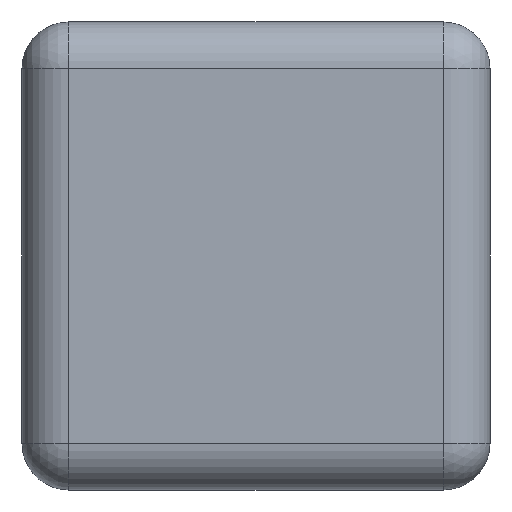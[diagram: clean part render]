
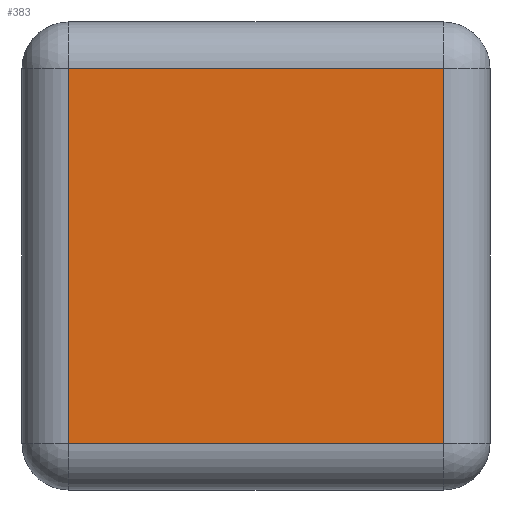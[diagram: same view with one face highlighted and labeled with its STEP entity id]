
A CAD part, left-side view. The second image highlights one B-rep face of the part: STEP entity #383.
In plain terms, the highlighted planar face has unit normal (-1, 0, 0).
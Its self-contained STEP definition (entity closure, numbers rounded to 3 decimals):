
#43 = LINE ( 'NONE', #1510, #1007 ) ;
#84 = LINE ( 'NONE', #2248, #2526 ) ;
#90 = EDGE_CURVE ( 'NONE', #495, #643, #84, .T. ) ;
#281 = CARTESIAN_POINT ( 'NONE',  ( -1., -0.5, -0.5 ) ) ;
#330 = DIRECTION ( 'NONE',  ( -1., 0., 0. ) ) ;
#383 = ADVANCED_FACE ( 'NONE', ( #1433 ), #584, .T. ) ;
#402 = CARTESIAN_POINT ( 'NONE',  ( -1., 0.5, 0.5 ) ) ;
#495 = VERTEX_POINT ( 'NONE', #1053 ) ;
#505 = DIRECTION ( 'NONE',  ( 0., 0., 1. ) ) ;
#546 = ORIENTED_EDGE ( 'NONE', *, *, #90, .T. ) ;
#584 = PLANE ( 'NONE',  #624 ) ;
#624 = AXIS2_PLACEMENT_3D ( 'NONE', #1847, #330, #2096 ) ;
#628 = ORIENTED_EDGE ( 'NONE', *, *, #1163, .T. ) ;
#643 = VERTEX_POINT ( 'NONE', #281 ) ;
#988 = CARTESIAN_POINT ( 'NONE',  ( -1., -0.5, 0.5 ) ) ;
#1007 = VECTOR ( 'NONE', #3235, 1000. ) ;
#1025 = DIRECTION ( 'NONE',  ( 0., -1., 0. ) ) ;
#1053 = CARTESIAN_POINT ( 'NONE',  ( -1., 0.5, -0.5 ) ) ;
#1139 = LINE ( 'NONE', #2349, #1613 ) ;
#1163 = EDGE_CURVE ( 'NONE', #643, #3243, #1946, .T. ) ;
#1433 = FACE_OUTER_BOUND ( 'NONE', #1798, .T. ) ;
#1510 = CARTESIAN_POINT ( 'NONE',  ( -1., 0.5, -0.5 ) ) ;
#1613 = VECTOR ( 'NONE', #1862, 1000. ) ;
#1624 = EDGE_CURVE ( 'NONE', #3243, #2293, #1139, .T. ) ;
#1798 = EDGE_LOOP ( 'NONE', ( #628, #1846, #2254, #546 ) ) ;
#1846 = ORIENTED_EDGE ( 'NONE', *, *, #1624, .T. ) ;
#1847 = CARTESIAN_POINT ( 'NONE',  ( -1., 0.5, -0.5 ) ) ;
#1862 = DIRECTION ( 'NONE',  ( 0., 1., 0. ) ) ;
#1946 = LINE ( 'NONE', #2787, #3047 ) ;
#2096 = DIRECTION ( 'NONE',  ( 0., 0., 1. ) ) ;
#2248 = CARTESIAN_POINT ( 'NONE',  ( -1., -0.5, -0.5 ) ) ;
#2254 = ORIENTED_EDGE ( 'NONE', *, *, #3205, .T. ) ;
#2293 = VERTEX_POINT ( 'NONE', #402 ) ;
#2349 = CARTESIAN_POINT ( 'NONE',  ( -1., 0.5, 0.5 ) ) ;
#2526 = VECTOR ( 'NONE', #1025, 1000. ) ;
#2787 = CARTESIAN_POINT ( 'NONE',  ( -1., -0.5, 0.5 ) ) ;
#3047 = VECTOR ( 'NONE', #505, 1000. ) ;
#3205 = EDGE_CURVE ( 'NONE', #2293, #495, #43, .T. ) ;
#3235 = DIRECTION ( 'NONE',  ( 0., 0., -1. ) ) ;
#3243 = VERTEX_POINT ( 'NONE', #988 ) ;
